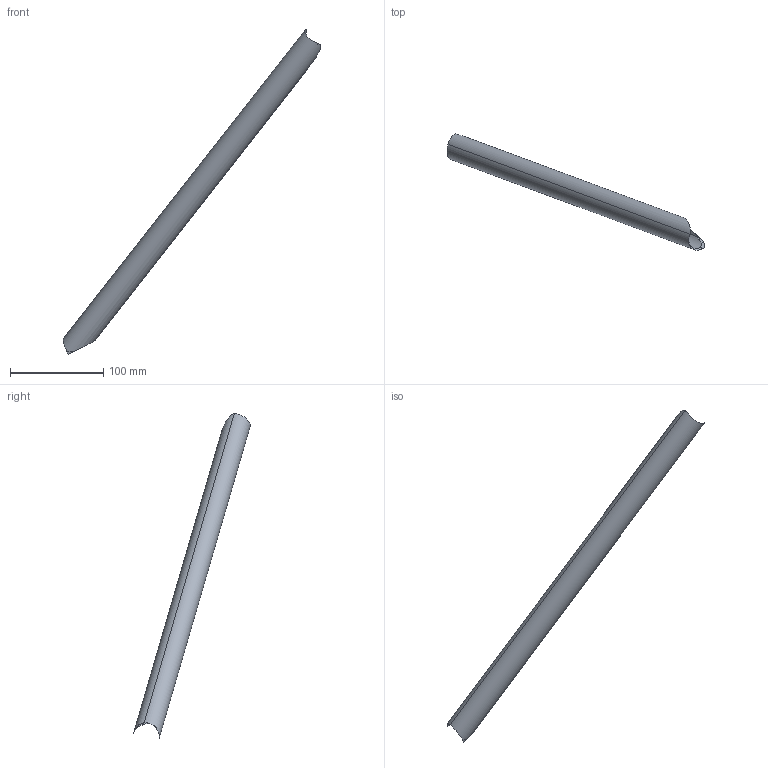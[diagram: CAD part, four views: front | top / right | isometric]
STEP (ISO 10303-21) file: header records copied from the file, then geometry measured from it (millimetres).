
FILE_DESCRIPTION(('STEP AP214'),'1');
FILE_NAME('21.stp','2019-12-01T18:52:04',(' '),(' '),'Spatial InterOp 3D',' ',' ');
FILE_SCHEMA(('AUTOMOTIVE_DESIGN { 1 0 10303 214 1 1 1 1 }'));
Length unit declared in the file: metre
Products named in the file (1): PartBody/Trim.1
Bounding box: 276.22 x 125.18 x 347.85 mm (x, y, z)
Volume: 51371.8 mm3; surface area: 69118.5 mm2
Topology: 1 solids, 1 shells, 11 faces, 32 edges, 22 vertices
Faces by surface type: cylinder 6, torus 5
Entity records: 2254 total; most frequent: CARTESIAN_POINT 1756, ORIENTED_EDGE 64, DIRECTION 41, STYLED_ITEM 36, PRESENTATION_STYLE_ASSIGNMENT 36, COLOUR_RGB 36, EDGE_CURVE 32, CURVE_STYLE 24
